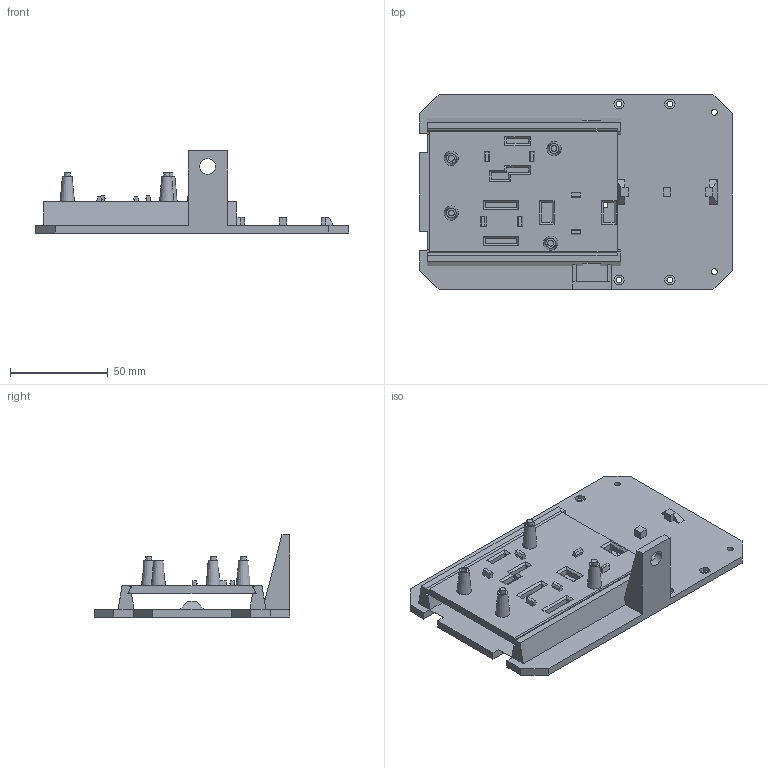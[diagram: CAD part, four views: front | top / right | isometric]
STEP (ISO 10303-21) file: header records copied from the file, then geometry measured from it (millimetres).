
FILE_DESCRIPTION(('STEP AP242'), '1');
FILE_NAME('櫻蠉錪', '', ('UNSPECIFIED'), ('UNSPECIFIED'), 'C3D Converter', 'C3D Toolkit', '');
FILE_SCHEMA(('AP242_MANAGED_MODEL_BASED_3D_ENGINEERING_MIM_LF { 1 0 10303 442 1 1 4 }'));
Length unit declared in the file: millimetre
Products named in the file (6): -01; -02
Assembly tree (5 placements, depth 3):
  (unnamed)
    (unnamed)
      (unnamed)
      -01
      -02
    (unnamed)
Bounding box: 160 x 100 x 42 mm (x, y, z)
Volume: 103628.5 mm3; surface area: 56033.5 mm2
Topology: 2 solids, 2 shells, 243 faces, 619 edges, 398 vertices
Faces by surface type: plane 222, cylinder 17, cone 4
Full cylindrical faces by diameter (mm): 3 x12, 8 x1
Entity records: 9388 total; most frequent: CARTESIAN_POINT 1249, ORIENTED_EDGE 1204, DIRECTION 1142, EDGE_CURVE 602, LINE 560, VECTOR 560, VERTEX_POINT 398, EDGE_LOOP 314
